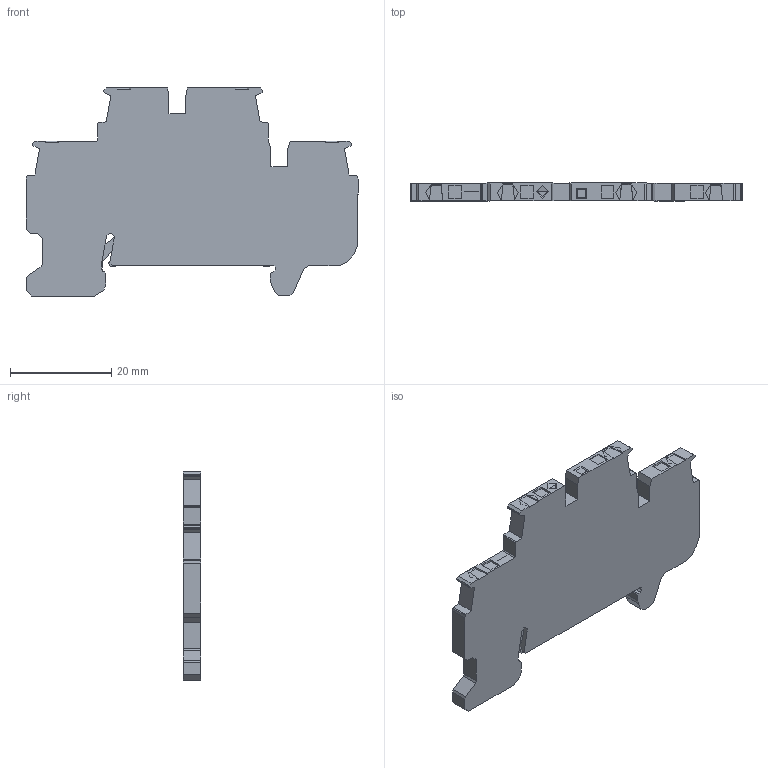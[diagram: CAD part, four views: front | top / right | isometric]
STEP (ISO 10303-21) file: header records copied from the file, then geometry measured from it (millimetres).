
FILE_DESCRIPTION( ('This file contains a STEP AP42 implementation' ,'as created by ZW3D STEP Interface translator.') ,'2;1' );
FILE_NAME( 'GUV1.5-202-PE-00N.stp' ,'2410 9. 932 1', (''), ('ZWCAD Software Co.'), 'Version 1.0', 'ZW3D to STEP translator', '' );
FILE_SCHEMA(('CONFIG_CONTROL_DESIGN'));
Length unit declared in the file: millimetre
Products named in the file (1): 0
Bounding box: 65.6 x 3.5 x 41.1 mm (x, y, z)
Surface area: 4865 mm2 (no closed solid volume)
Topology: 0 solids, 1 shells, 168 faces, 488 edges, 327 vertices
Faces by surface type: bspline 168
Entity records: 6464 total; most frequent: CARTESIAN_POINT 3662, ORIENTED_EDGE 975, EDGE_CURVE 488, B_SPLINE_CURVE_WITH_KNOTS 366, VERTEX_POINT 327, EDGE_LOOP 176, FACE_OUTER_BOUND 168, ADVANCED_FACE 168
